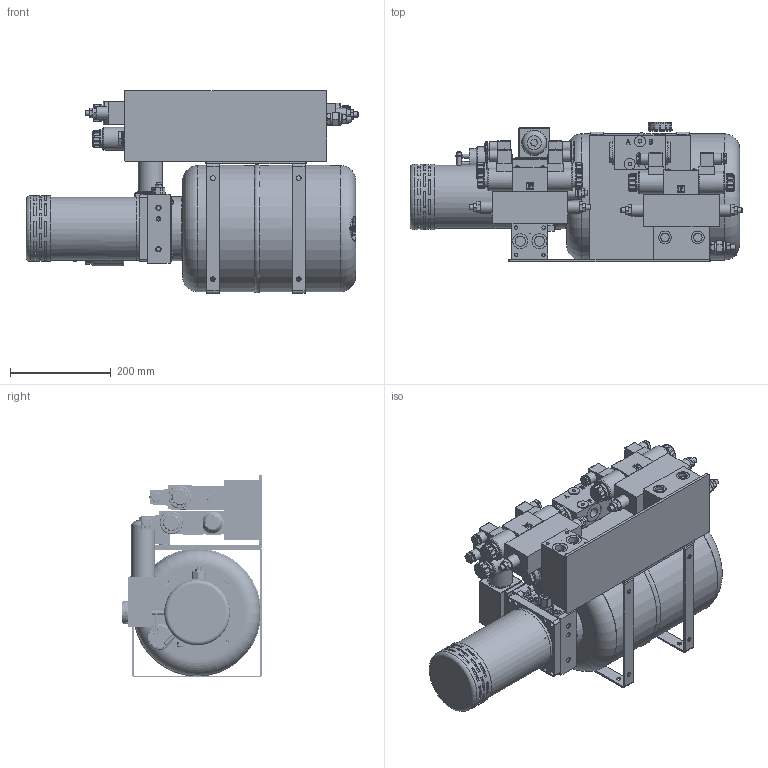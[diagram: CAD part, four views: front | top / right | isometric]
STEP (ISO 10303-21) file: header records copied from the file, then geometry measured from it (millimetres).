
FILE_DESCRIPTION(/* description */ (''),/* implementation_level */ '2;1');
FILE_NAME(/* name */ 'RANGEER SYSTEEM-9500 KG COMLEET.stp',/* time_stamp */ '2021-12-16T16:32:43+01:00',/* author */ ('MAS_A'),/* organization */ (''),/* preprocessor_version */ 'ST-DEVELOPER v18',/* originating_system */ 'Autodesk Inventor 2020',/* authorisation */ '');
FILE_SCHEMA (('AUTOMOTIVE_DESIGN { 1 0 10303 214 3 1 1 }'));
Products named in the file (18): Intern 5x Rangeersysteem; Set Motageplaten 400x140; Seriemontageplaat EMS-213_2-Y; Gelijkloopventiel 8-20 L.M FDC 60-20-3-1; Drukregelaar NG6 AM3.VM.P.C2; Gestuurde terugslagklep AM3.UP.AB.5; Remklep NG6 FPO 50 D L6 L A 20; 16_13 Liter tank Oil system K_S128 H -; Afstandsmoduulblok M09-10mm -; Basisblok F1A_K1P -; 24VDC Motor 3000W TFKU VENT S2=9MIN + THERMO -; Relais 24v-180A T203-RAV -; Bevestigingsset KC04 -; Modulair retourfilter M38 Filter P zijde -; Drukregelaar-Montageplaat NG6 ES-3B-38-Z -; 4.3 Stuurschijf 4We6-H-D24 -; Overdrukventiel Cardridge MPC1_C -; Flexibele massasstrip L1-100mm_10mm -
Assembly tree (20 placements, depth 2):
  Intern 5x Rangeersysteem
    Set Motageplaten 400x140
    Seriemontageplaat EMS-213_2-Y
    Remklep NG6 FPO 50 D L6 L A 20  x2
    Gelijkloopventiel 8-20 L.M FDC 60-20-3-1
    Drukregelaar NG6 AM3.VM.P.C2
    Gestuurde terugslagklep AM3.UP.AB.5
    16_13 Liter tank Oil system K_S128 H -
    Afstandsmoduulblok M09-10mm -
    Basisblok F1A_K1P -
    24VDC Motor 3000W TFKU VENT S2=9MIN + THERMO -
    Relais 24v-180A T203-RAV -
    Bevestigingsset KC04 -
    Modulair retourfilter M38 Filter P zijde -
    Drukregelaar-Montageplaat NG6 ES-3B-38-Z -
    4.3 Stuurschijf 4We6-H-D24 -  x3
    Overdrukventiel Cardridge MPC1_C -
    Flexibele massasstrip L1-100mm_10mm -
Bounding box: 657.45 x 276.85 x 401.9 mm (x, y, z)
Volume: 8226731.6 mm3; surface area: 1823041.2 mm2
Topology: 38 solids, 76 shells, 3588 faces, 9787 edges, 6666 vertices
Faces by surface type: plane 2172, cylinder 1022, cone 199, bspline 107, torus 58, sphere 30
Full cylindrical faces by diameter (mm): 0.6 x1, 0.758 x1, 2 x2, 3 x14, 3.3 x6, 4 x5, 4.134 x6, 5 x18, 5.5 x22, 6 x12, 6.4 x4, 6.5 x9, 6.8 x6, 7 x11, 7.4 x4, 7.5 x16, 8 x30, 8.2 x4, 8.5 x6, 9 x26, 9.4 x12, 9.5 x4, 10 x11, 11 x6, 11.2 x2, 11.445 x3, 11.45 x2, 11.5 x6, 12.2 x12, 12.5 x4
Entity records: 95824 total; most frequent: CARTESIAN_POINT 22260, DIRECTION 15031, ORIENTED_EDGE 14428, EDGE_CURVE 7447, AXIS2_PLACEMENT_3D 5495, VERTEX_POINT 5116, LINE 4041, VECTOR 4041
